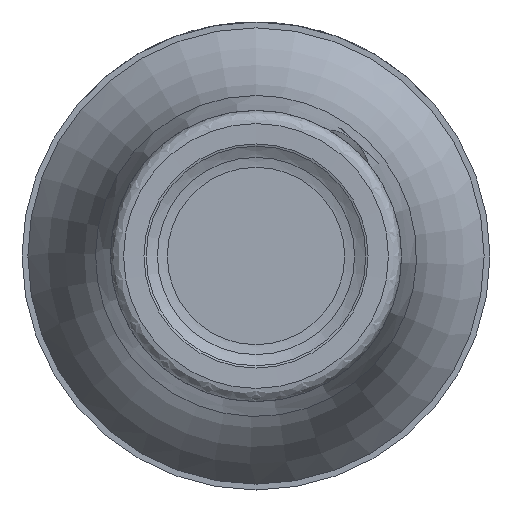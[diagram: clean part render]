
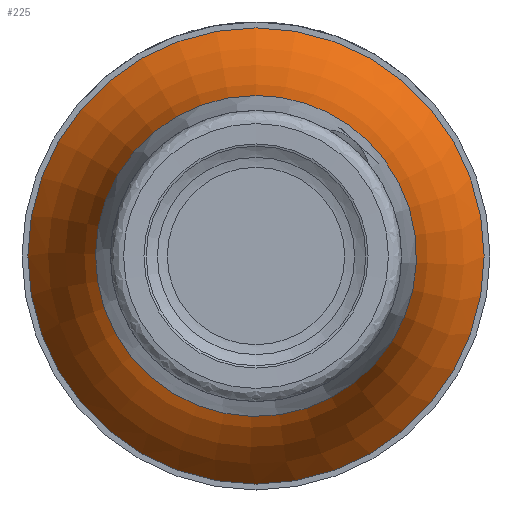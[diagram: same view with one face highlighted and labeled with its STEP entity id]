
A CAD part, left-side view. The second image highlights one B-rep face of the part: STEP entity #225.
In plain terms, the highlighted toroidal (fillet/blend) face has major radius 15.387 mm and minor radius 10 mm.
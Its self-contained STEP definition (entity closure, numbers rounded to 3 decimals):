
#225=ADVANCED_FACE('',(#257,#258),#256,.F.);
#256=TOROIDAL_SURFACE('',#526,15.387,10.);
#257=FACE_BOUND('',#308,.T.);
#258=FACE_BOUND('',#309,.T.);
#308=EDGE_LOOP('',(#365));
#309=EDGE_LOOP('',(#366));
#365=ORIENTED_EDGE('',*,*,#464,.F.);
#366=ORIENTED_EDGE('',*,*,#465,.T.);
#433=VERTEX_POINT('',#682);
#434=VERTEX_POINT('',#684);
#464=EDGE_CURVE('',#433,#433,#498,.T.);
#465=EDGE_CURVE('',#434,#434,#499,.T.);
#498=CIRCLE('',#524,5.487);
#499=CIRCLE('',#525,7.8);
#524=AXIS2_PLACEMENT_3D('',#681,#572,#573);
#525=AXIS2_PLACEMENT_3D('',#683,#574,#575);
#526=AXIS2_PLACEMENT_3D('',#685,#576,#577);
#572=DIRECTION('',(-1.,0.,0.));
#573=DIRECTION('',(0.,0.,1.));
#574=DIRECTION('',(-1.,0.,0.));
#575=DIRECTION('',(0.,0.,1.));
#576=DIRECTION('',(-1.,0.,0.));
#577=DIRECTION('',(0.,0.,1.));
#681=CARTESIAN_POINT('',(-62.75,0.,0.));
#682=CARTESIAN_POINT('',(-62.75,0.,5.487));
#683=CARTESIAN_POINT('',(-57.65,0.,0.));
#684=CARTESIAN_POINT('',(-57.65,0.,7.8));
#685=CARTESIAN_POINT('',(-64.165,0.,0.));
